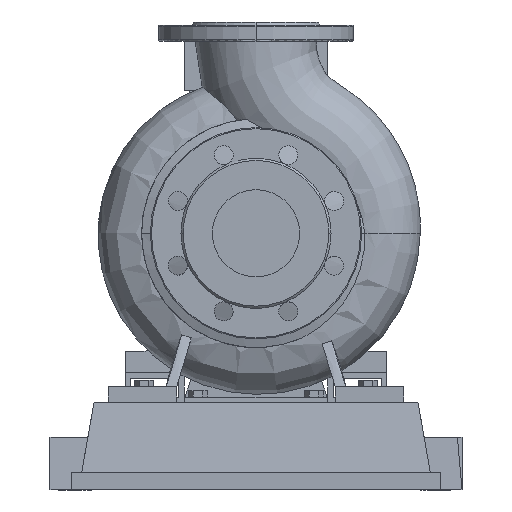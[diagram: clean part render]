
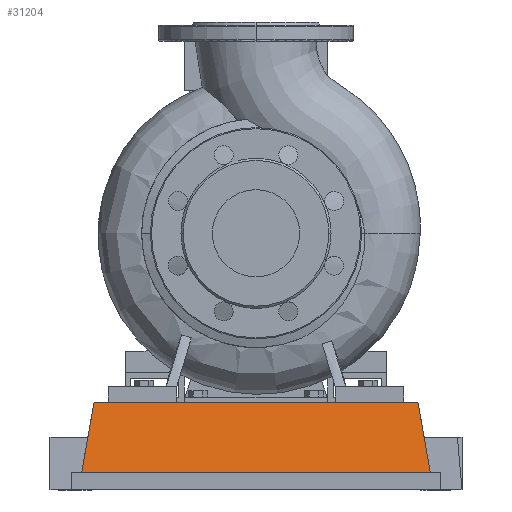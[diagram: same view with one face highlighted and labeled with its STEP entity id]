
A CAD part, left-side view. The second image highlights one B-rep face of the part: STEP entity #31204.
In plain terms, the highlighted planar face has unit normal (-0.985, 0, 0.174).
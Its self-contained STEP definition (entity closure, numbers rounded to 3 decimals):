
#29460=CARTESIAN_POINT('',(-77.5,-165.,16.6));
#29461=VERTEX_POINT('',#29460);
#29468=CARTESIAN_POINT('',(-77.5,165.0,16.6));
#29469=VERTEX_POINT('',#29468);
#29470=CARTESIAN_POINT('',(-77.5,-165.,16.6));
#29471=DIRECTION('',(0.0,1.0,0.0));
#29472=VECTOR('',#29471,330.0);
#29473=LINE('',#29470,#29472);
#29474=EDGE_CURVE('',#29461,#29469,#29473,.T.);
#30938=CARTESIAN_POINT('',(-65.792,-153.292,83.0));
#30939=VERTEX_POINT('',#30938);
#30946=CARTESIAN_POINT('',(-77.5,-165.,16.6));
#30947=DIRECTION('',(0.171,0.171,0.97));
#30948=VECTOR('',#30947,68.433);
#30949=LINE('',#30946,#30948);
#30950=EDGE_CURVE('',#29461,#30939,#30949,.T.);
#31181=CARTESIAN_POINT('',(-77.5,-165.,16.6));
#31182=DIRECTION('',(-0.985,0.,0.174));
#31183=DIRECTION('',(0.0,-1.0,0.0));
#31184=AXIS2_PLACEMENT_3D('',#31181,#31182,#31183);
#31185=PLANE('',#31184);
#31186=CARTESIAN_POINT('',(-65.792,153.292,83.0));
#31187=VERTEX_POINT('',#31186);
#31188=CARTESIAN_POINT('',(-65.792,-153.292,83.0));
#31189=DIRECTION('',(0.0,1.0,0.0));
#31190=VECTOR('',#31189,306.584);
#31191=LINE('',#31188,#31190);
#31192=EDGE_CURVE('',#30939,#31187,#31191,.T.);
#31193=ORIENTED_EDGE('',*,*,#31192,.T.);
#31194=CARTESIAN_POINT('',(-77.5,165.0,16.6));
#31195=DIRECTION('',(0.171,-0.171,0.97));
#31196=VECTOR('',#31195,68.433);
#31197=LINE('',#31194,#31196);
#31198=EDGE_CURVE('',#29469,#31187,#31197,.T.);
#31199=ORIENTED_EDGE('',*,*,#31198,.F.);
#31200=ORIENTED_EDGE('',*,*,#29474,.F.);
#31201=ORIENTED_EDGE('',*,*,#30950,.T.);
#31202=EDGE_LOOP('',(#31193,#31199,#31200,#31201));
#31203=FACE_OUTER_BOUND('',#31202,.T.);
#31204=ADVANCED_FACE('',(#31203),#31185,.T.);
